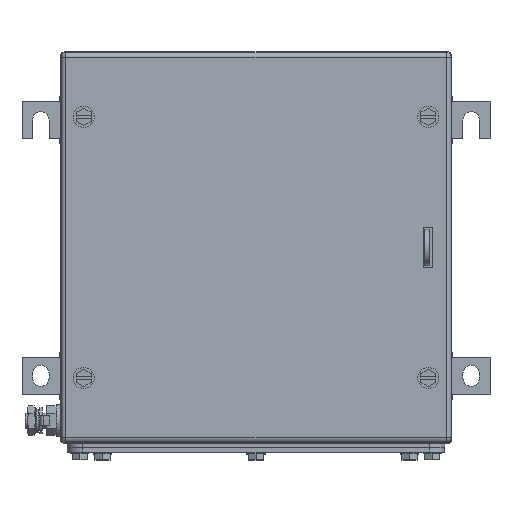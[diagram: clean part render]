
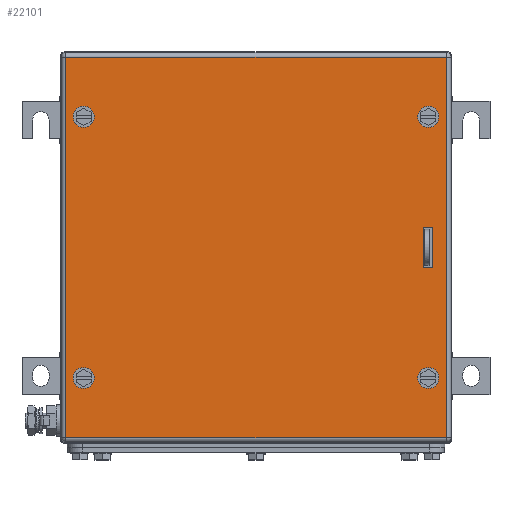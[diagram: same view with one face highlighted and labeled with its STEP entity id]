
A CAD part, top view. The second image highlights one B-rep face of the part: STEP entity #22101.
In plain terms, the highlighted planar face has unit normal (0, 0, 1).
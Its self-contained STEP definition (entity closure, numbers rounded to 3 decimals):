
#21941=AXIS2_PLACEMENT_3D('Circle Axis2P3D',#21939,#21940,$) ;
#21968=AXIS2_PLACEMENT_3D('Plane Axis2P3D',#21965,#21966,#21967) ;
#22006=AXIS2_PLACEMENT_3D('Circle Axis2P3D',#22004,#22005,$) ;
#22015=AXIS2_PLACEMENT_3D('Circle Axis2P3D',#22013,#22014,$) ;
#22024=AXIS2_PLACEMENT_3D('Circle Axis2P3D',#22022,#22023,$) ;
#22033=AXIS2_PLACEMENT_3D('Circle Axis2P3D',#22031,#22032,$) ;
#22042=AXIS2_PLACEMENT_3D('Circle Axis2P3D',#22040,#22041,$) ;
#22051=AXIS2_PLACEMENT_3D('Circle Axis2P3D',#22049,#22050,$) ;
#22060=AXIS2_PLACEMENT_3D('Circle Axis2P3D',#22058,#22059,$) ;
#21936=CARTESIAN_POINT('Vertex',(44.5,227.75,203.5)) ;
#21939=CARTESIAN_POINT('Axis2P3D Location',(41.,227.75,203.5)) ;
#21943=CARTESIAN_POINT('Vertex',(37.5,227.75,203.5)) ;
#21965=CARTESIAN_POINT('Axis2P3D Location',(155.5,141.,203.5)) ;
#21970=CARTESIAN_POINT('Line Origine',(155.5,267.5,203.5)) ;
#21974=CARTESIAN_POINT('Vertex',(282.,267.5,203.5)) ;
#21976=CARTESIAN_POINT('Vertex',(29.,267.5,203.5)) ;
#21979=CARTESIAN_POINT('Line Origine',(29.,141.,203.5)) ;
#21983=CARTESIAN_POINT('Vertex',(29.,14.5,203.5)) ;
#21986=CARTESIAN_POINT('Line Origine',(155.5,14.5,203.5)) ;
#21990=CARTESIAN_POINT('Vertex',(282.,14.5,203.5)) ;
#21993=CARTESIAN_POINT('Line Origine',(282.,141.,203.5)) ;
#22004=CARTESIAN_POINT('Axis2P3D Location',(41.,227.75,203.5)) ;
#22013=CARTESIAN_POINT('Axis2P3D Location',(41.,54.25,203.5)) ;
#22017=CARTESIAN_POINT('Vertex',(37.5,54.25,203.5)) ;
#22019=CARTESIAN_POINT('Vertex',(44.5,54.25,203.5)) ;
#22022=CARTESIAN_POINT('Axis2P3D Location',(41.,54.25,203.5)) ;
#22031=CARTESIAN_POINT('Axis2P3D Location',(270.,54.25,203.5)) ;
#22035=CARTESIAN_POINT('Vertex',(273.5,54.25,203.5)) ;
#22037=CARTESIAN_POINT('Vertex',(266.5,54.25,203.5)) ;
#22040=CARTESIAN_POINT('Axis2P3D Location',(270.,54.25,203.5)) ;
#22049=CARTESIAN_POINT('Axis2P3D Location',(270.,227.75,203.5)) ;
#22053=CARTESIAN_POINT('Vertex',(273.5,227.75,203.5)) ;
#22055=CARTESIAN_POINT('Vertex',(266.5,227.75,203.5)) ;
#22058=CARTESIAN_POINT('Axis2P3D Location',(270.,227.75,203.5)) ;
#22067=CARTESIAN_POINT('Line Origine',(269.75,127.5,203.5)) ;
#22071=CARTESIAN_POINT('Vertex',(273.,127.5,203.5)) ;
#22073=CARTESIAN_POINT('Vertex',(266.5,127.5,203.5)) ;
#22076=CARTESIAN_POINT('Line Origine',(266.5,141.,203.5)) ;
#22080=CARTESIAN_POINT('Vertex',(266.5,154.5,203.5)) ;
#22083=CARTESIAN_POINT('Line Origine',(269.75,154.5,203.5)) ;
#22087=CARTESIAN_POINT('Vertex',(273.,154.5,203.5)) ;
#22090=CARTESIAN_POINT('Line Origine',(273.,141.,203.5)) ;
#21940=DIRECTION('Axis2P3D Direction',(0.,0.,1.)) ;
#21966=DIRECTION('Axis2P3D Direction',(0.,0.,1.)) ;
#21967=DIRECTION('Axis2P3D XDirection',(1.,0.,0.)) ;
#21971=DIRECTION('Vector Direction',(1.,0.,0.)) ;
#21980=DIRECTION('Vector Direction',(0.,-1.,0.)) ;
#21987=DIRECTION('Vector Direction',(1.,0.,0.)) ;
#21994=DIRECTION('Vector Direction',(0.,1.,0.)) ;
#22005=DIRECTION('Axis2P3D Direction',(0.,0.,1.)) ;
#22014=DIRECTION('Axis2P3D Direction',(0.,0.,1.)) ;
#22023=DIRECTION('Axis2P3D Direction',(0.,0.,1.)) ;
#22032=DIRECTION('Axis2P3D Direction',(0.,0.,1.)) ;
#22041=DIRECTION('Axis2P3D Direction',(0.,0.,1.)) ;
#22050=DIRECTION('Axis2P3D Direction',(0.,0.,1.)) ;
#22059=DIRECTION('Axis2P3D Direction',(0.,0.,1.)) ;
#22068=DIRECTION('Vector Direction',(-1.,0.,0.)) ;
#22077=DIRECTION('Vector Direction',(0.,1.,0.)) ;
#22084=DIRECTION('Vector Direction',(1.,0.,0.)) ;
#22091=DIRECTION('Vector Direction',(0.,-1.,0.)) ;
#21972=VECTOR('Line Direction',#21971,1.) ;
#21981=VECTOR('Line Direction',#21980,1.) ;
#21988=VECTOR('Line Direction',#21987,1.) ;
#21995=VECTOR('Line Direction',#21994,1.) ;
#22069=VECTOR('Line Direction',#22068,1.) ;
#22078=VECTOR('Line Direction',#22077,1.) ;
#22085=VECTOR('Line Direction',#22084,1.) ;
#22092=VECTOR('Line Direction',#22091,1.) ;
#21999=ORIENTED_EDGE('',*,*,#21978,.T.) ;
#22000=ORIENTED_EDGE('',*,*,#21985,.T.) ;
#22001=ORIENTED_EDGE('',*,*,#21992,.T.) ;
#22002=ORIENTED_EDGE('',*,*,#21997,.T.) ;
#22010=ORIENTED_EDGE('',*,*,#22008,.F.) ;
#22011=ORIENTED_EDGE('',*,*,#21945,.F.) ;
#22028=ORIENTED_EDGE('',*,*,#22021,.F.) ;
#22029=ORIENTED_EDGE('',*,*,#22026,.F.) ;
#22046=ORIENTED_EDGE('',*,*,#22039,.F.) ;
#22047=ORIENTED_EDGE('',*,*,#22044,.F.) ;
#22064=ORIENTED_EDGE('',*,*,#22057,.F.) ;
#22065=ORIENTED_EDGE('',*,*,#22062,.F.) ;
#22096=ORIENTED_EDGE('',*,*,#22075,.T.) ;
#22097=ORIENTED_EDGE('',*,*,#22082,.T.) ;
#22098=ORIENTED_EDGE('',*,*,#22089,.T.) ;
#22099=ORIENTED_EDGE('',*,*,#22094,.T.) ;
#22012=FACE_BOUND('',#22009,.T.) ;
#22030=FACE_BOUND('',#22027,.T.) ;
#22048=FACE_BOUND('',#22045,.T.) ;
#22066=FACE_BOUND('',#22063,.T.) ;
#22100=FACE_BOUND('',#22095,.T.) ;
#22101=ADVANCED_FACE('ZUB_KTB_MH_262620_1GP_AllCATPart.1\\ZUB_DE_KTB_MH_306x306.1\\DE_KTB_MH_PART_MASTER.1\\Koerper.2',(#22003,#22012,#22030,#22048,#22066,#22100),#21969,.T.) ;
#21942=CIRCLE('generated circle',#21941,3.5) ;
#22007=CIRCLE('generated circle',#22006,3.5) ;
#22016=CIRCLE('generated circle',#22015,3.5) ;
#22025=CIRCLE('generated circle',#22024,3.5) ;
#22034=CIRCLE('generated circle',#22033,3.5) ;
#22043=CIRCLE('generated circle',#22042,3.5) ;
#22052=CIRCLE('generated circle',#22051,3.5) ;
#22061=CIRCLE('generated circle',#22060,3.5) ;
#21945=EDGE_CURVE('',#21937,#21944,#21942,.T.) ;
#21978=EDGE_CURVE('',#21975,#21977,#21973,.F.) ;
#21985=EDGE_CURVE('',#21977,#21984,#21982,.T.) ;
#21992=EDGE_CURVE('',#21984,#21991,#21989,.T.) ;
#21997=EDGE_CURVE('',#21991,#21975,#21996,.T.) ;
#22008=EDGE_CURVE('',#21944,#21937,#22007,.T.) ;
#22021=EDGE_CURVE('',#22018,#22020,#22016,.T.) ;
#22026=EDGE_CURVE('',#22020,#22018,#22025,.T.) ;
#22039=EDGE_CURVE('',#22036,#22038,#22034,.T.) ;
#22044=EDGE_CURVE('',#22038,#22036,#22043,.T.) ;
#22057=EDGE_CURVE('',#22054,#22056,#22052,.T.) ;
#22062=EDGE_CURVE('',#22056,#22054,#22061,.T.) ;
#22075=EDGE_CURVE('',#22072,#22074,#22070,.T.) ;
#22082=EDGE_CURVE('',#22074,#22081,#22079,.T.) ;
#22089=EDGE_CURVE('',#22081,#22088,#22086,.T.) ;
#22094=EDGE_CURVE('',#22088,#22072,#22093,.T.) ;
#21998=EDGE_LOOP('',(#21999,#22000,#22001,#22002)) ;
#22009=EDGE_LOOP('',(#22010,#22011)) ;
#22027=EDGE_LOOP('',(#22028,#22029)) ;
#22045=EDGE_LOOP('',(#22046,#22047)) ;
#22063=EDGE_LOOP('',(#22064,#22065)) ;
#22095=EDGE_LOOP('',(#22096,#22097,#22098,#22099)) ;
#22003=FACE_OUTER_BOUND('',#21998,.T.) ;
#21973=LINE('Line',#21970,#21972) ;
#21982=LINE('Line',#21979,#21981) ;
#21989=LINE('Line',#21986,#21988) ;
#21996=LINE('Line',#21993,#21995) ;
#22070=LINE('Line',#22067,#22069) ;
#22079=LINE('Line',#22076,#22078) ;
#22086=LINE('Line',#22083,#22085) ;
#22093=LINE('Line',#22090,#22092) ;
#21969=PLANE('',#21968) ;
#21937=VERTEX_POINT('',#21936) ;
#21944=VERTEX_POINT('',#21943) ;
#21975=VERTEX_POINT('',#21974) ;
#21977=VERTEX_POINT('',#21976) ;
#21984=VERTEX_POINT('',#21983) ;
#21991=VERTEX_POINT('',#21990) ;
#22018=VERTEX_POINT('',#22017) ;
#22020=VERTEX_POINT('',#22019) ;
#22036=VERTEX_POINT('',#22035) ;
#22038=VERTEX_POINT('',#22037) ;
#22054=VERTEX_POINT('',#22053) ;
#22056=VERTEX_POINT('',#22055) ;
#22072=VERTEX_POINT('',#22071) ;
#22074=VERTEX_POINT('',#22073) ;
#22081=VERTEX_POINT('',#22080) ;
#22088=VERTEX_POINT('',#22087) ;
